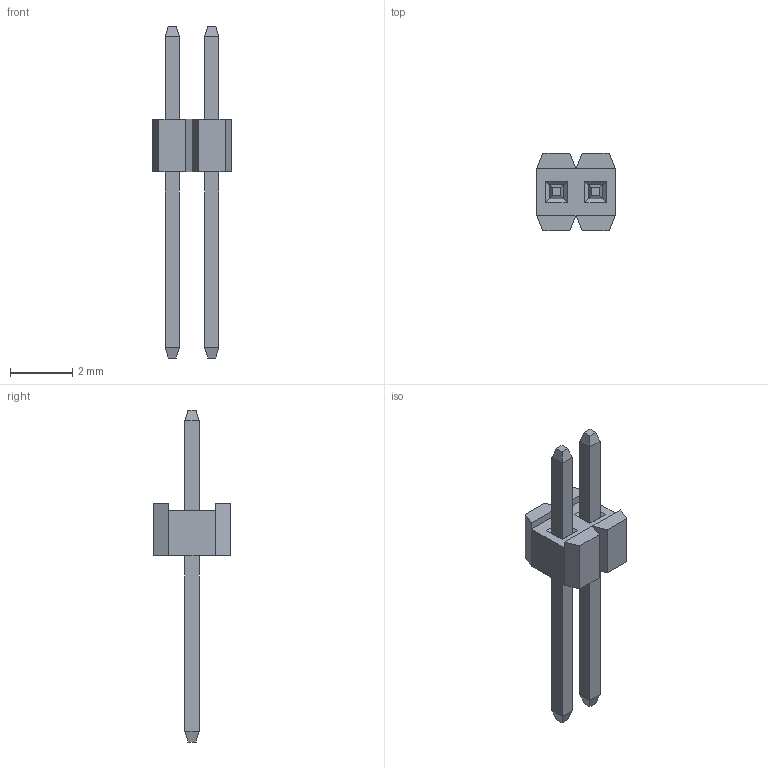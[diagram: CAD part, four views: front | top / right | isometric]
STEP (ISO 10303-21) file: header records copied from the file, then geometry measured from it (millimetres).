
FILE_DESCRIPTION (( 'STEP AP203' ), '1' );
FILE_NAME ('702-002-20-xx.STEP', '2017-03-09T00:59:45', ( 'Sky123.Org' ), ( 'Sky123.Org' ), 'SwSTEP 2.0', 'SolidWorks 2008', '' );
FILE_SCHEMA (( 'CONFIG_CONTROL_DESIGN' ));
Length unit declared in the file: millimetre
Products named in the file (3): 1.27x1.7-1x50-2-S46-X 2Pin_; 600-002-1-10-20-10-NYU; 0.46x10.7-6.0G-10-180_
Assembly tree (3 placements, depth 2):
  600-002-1-10-20-10-NYU
    0.46x10.7-6.0G-10-180_  x2
    1.27x1.7-1x50-2-S46-X 2Pin_
Bounding box: 2.54 x 2.5 x 10.7 mm (x, y, z)
Volume: 13 mm3; surface area: 74 mm2
Topology: 3 solids, 3 shells, 64 faces, 150 edges, 92 vertices
Faces by surface type: plane 64
Entity records: 1763 total; most frequent: CARTESIAN_POINT 254, ORIENTED_EDGE 244, DIRECTION 234, EDGE_CURVE 122, VECTOR 122, LINE 122, VERTEX_POINT 76, AXIS2_PLACEMENT_3D 56
